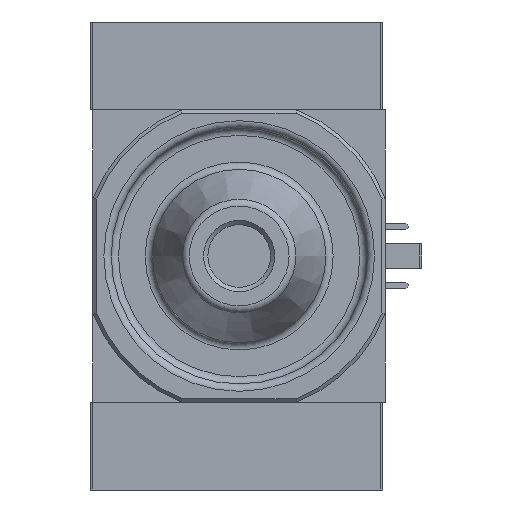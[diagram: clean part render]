
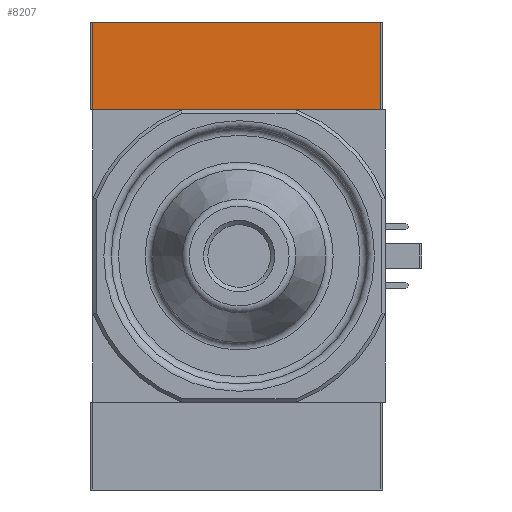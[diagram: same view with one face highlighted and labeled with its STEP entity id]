
A CAD part, front view. The second image highlights one B-rep face of the part: STEP entity #8207.
In plain terms, the highlighted planar face has unit normal (0, -1, 0).
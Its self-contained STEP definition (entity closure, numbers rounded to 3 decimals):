
#236=PLANE('',#8804);
#1492=ORIENTED_EDGE('',*,*,#2882,.T.);
#1493=ORIENTED_EDGE('',*,*,#2908,.F.);
#1494=ORIENTED_EDGE('',*,*,#2909,.F.);
#1495=ORIENTED_EDGE('',*,*,#2906,.T.);
#2882=EDGE_CURVE('',#3660,#3659,#4214,.T.);
#2906=EDGE_CURVE('',#3682,#3660,#4224,.T.);
#2908=EDGE_CURVE('',#3683,#3659,#4225,.T.);
#2909=EDGE_CURVE('',#3682,#3683,#4226,.T.);
#3659=VERTEX_POINT('',#12176);
#3660=VERTEX_POINT('',#12178);
#3682=VERTEX_POINT('',#12226);
#3683=VERTEX_POINT('',#12230);
#4214=LINE('',#12177,#4673);
#4224=LINE('',#12225,#4683);
#4225=LINE('',#12229,#4684);
#4226=LINE('',#12231,#4685);
#4673=VECTOR('',#10067,1000.);
#4683=VECTOR('',#10109,1000.);
#4684=VECTOR('',#10114,1000.);
#4685=VECTOR('',#10115,1000.);
#5188=EDGE_LOOP('',(#1492,#1493,#1494,#1495));
#5753=FACE_BOUND('',#5188,.T.);
#8207=ADVANCED_FACE('',(#5753),#236,.F.);
#8804=AXIS2_PLACEMENT_3D('',#12228,#10112,#10113);
#10067=DIRECTION('',(1.,0.,0.));
#10109=DIRECTION('',(0.,0.,-1.));
#10112=DIRECTION('',(0.,1.,0.));
#10113=DIRECTION('',(0.,0.,1.));
#10114=DIRECTION('',(0.,0.,-1.));
#10115=DIRECTION('',(1.,0.,0.));
#12176=CARTESIAN_POINT('',(19.7,-10.,-6.));
#12177=CARTESIAN_POINT('',(-19.7,-10.,-6.));
#12178=CARTESIAN_POINT('',(-19.7,-10.,-6.));
#12225=CARTESIAN_POINT('',(-19.7,-10.,6.));
#12226=CARTESIAN_POINT('',(-19.7,-10.,6.));
#12228=CARTESIAN_POINT('',(-19.7,-10.,6.));
#12229=CARTESIAN_POINT('',(19.7,-10.,6.));
#12230=CARTESIAN_POINT('',(19.7,-10.,6.));
#12231=CARTESIAN_POINT('',(-19.7,-10.,6.));
